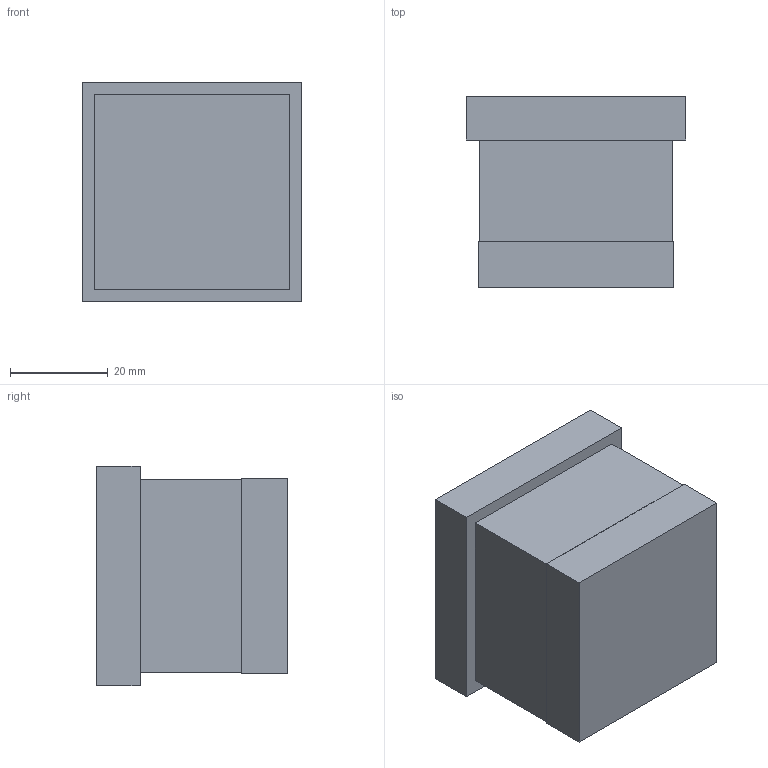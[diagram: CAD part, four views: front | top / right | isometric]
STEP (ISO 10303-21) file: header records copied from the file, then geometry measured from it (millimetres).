
FILE_DESCRIPTION (( 'STEP AP214' ), '1' );
FILE_NAME ('6120074.stp', '2020-12-04T10:03:36', ( '' ), ( '' ), 'SwSTEP 2.0', 'SolidWorks 2020', '' );
FILE_SCHEMA (( 'AUTOMOTIVE_DESIGN' ));
Length unit declared in the file: millimetre
Products named in the file (4): 044039_Standard; 077656_Standard; 6120074; 044046_Standard
Assembly tree (3 placements, depth 3):
  6120074
    044046_Standard
    077656_Standard
      044039_Standard
Bounding box: 45 x 39.25 x 45 mm (x, y, z)
Volume: 42848.7 mm3; surface area: 16295.7 mm2
Topology: 2 solids, 2 shells, 24 faces, 54 edges, 36 vertices
Faces by surface type: plane 18, cylinder 6
Entity records: 814 total; most frequent: DIRECTION 128, CARTESIAN_POINT 121, ORIENTED_EDGE 108, EDGE_CURVE 54, AXIS2_PLACEMENT_3D 43, LINE 42, VECTOR 42, VERTEX_POINT 36
